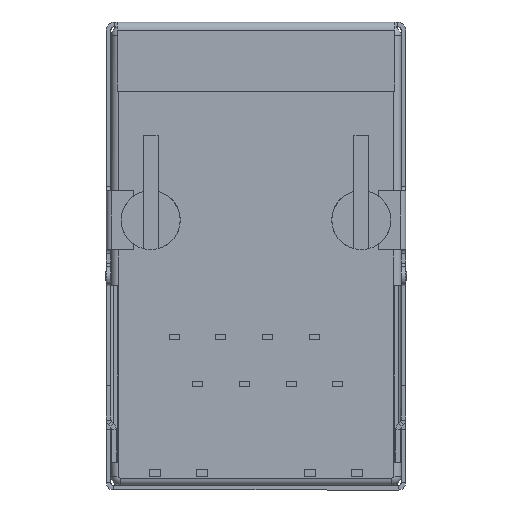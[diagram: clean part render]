
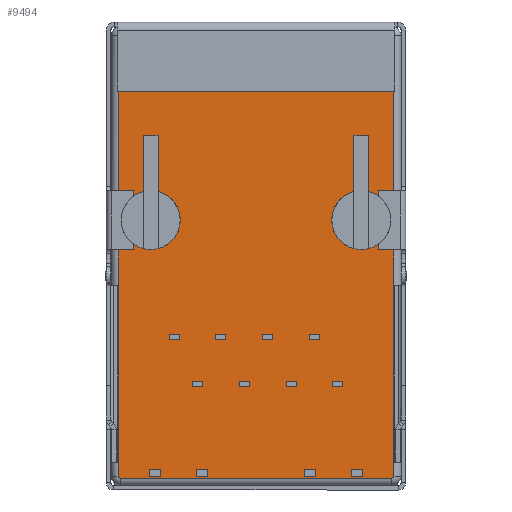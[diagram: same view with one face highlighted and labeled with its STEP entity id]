
A CAD part, front view. The second image highlights one B-rep face of the part: STEP entity #9494.
In plain terms, the highlighted planar face has unit normal (0, -1, 0).
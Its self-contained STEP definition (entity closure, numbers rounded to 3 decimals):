
#67 = VERTEX_POINT ( 'NONE', #7958 ) ;
#170 = DIRECTION ( 'NONE',  ( 0., -1., 0. ) ) ;
#299 = LINE ( 'NONE', #8360, #7513 ) ;
#469 = PLANE ( 'NONE',  #6885 ) ;
#509 = VERTEX_POINT ( 'NONE', #11655 ) ;
#553 = LINE ( 'NONE', #12672, #2033 ) ;
#573 = CARTESIAN_POINT ( 'NONE',  ( 5.315, 0.25, 4.6 ) ) ;
#715 = ORIENTED_EDGE ( 'NONE', *, *, #10951, .T. ) ;
#876 = VERTEX_POINT ( 'NONE', #14902 ) ;
#892 = DIRECTION ( 'NONE',  ( 1., 0., 0. ) ) ;
#1456 = CARTESIAN_POINT ( 'NONE',  ( -6.115, 0.25, -1.95 ) ) ;
#1557 = VECTOR ( 'NONE', #7006, 1000. ) ;
#1566 = ORIENTED_EDGE ( 'NONE', *, *, #15034, .T. ) ;
#2033 = VECTOR ( 'NONE', #892, 1000. ) ;
#2230 = CIRCLE ( 'NONE', #13843, 1.6 ) ;
#2239 = CIRCLE ( 'NONE', #2769, 0.1 ) ;
#2364 = LINE ( 'NONE', #11148, #5152 ) ;
#2625 = AXIS2_PLACEMENT_3D ( 'NONE', #9331, #15270, #11561 ) ;
#2659 = CARTESIAN_POINT ( 'NONE',  ( -5.315, 0.25, 4.6 ) ) ;
#2727 = EDGE_LOOP ( 'NONE', ( #12808, #14812, #4340, #4961 ) ) ;
#2769 = AXIS2_PLACEMENT_3D ( 'NONE', #14292, #11827, #4693 ) ;
#2800 = DIRECTION ( 'NONE',  ( 0., 0., 1. ) ) ;
#2803 = LINE ( 'NONE', #6435, #8382 ) ;
#2909 = CARTESIAN_POINT ( 'NONE',  ( 6.115, 0.25, 4.6 ) ) ;
#3039 = DIRECTION ( 'NONE',  ( 0., 0., -1. ) ) ;
#3124 = CARTESIAN_POINT ( 'NONE',  ( -6.115, 0.25, 4.6 ) ) ;
#3231 = LINE ( 'NONE', #5732, #1557 ) ;
#3303 = FACE_BOUND ( 'NONE', #13511, .T. ) ;
#3360 = CARTESIAN_POINT ( 'NONE',  ( 7.375, 0.25, 10.1 ) ) ;
#3441 = VERTEX_POINT ( 'NONE', #3124 ) ;
#3448 = LINE ( 'NONE', #3360, #7878 ) ;
#3667 = ORIENTED_EDGE ( 'NONE', *, *, #8070, .T. ) ;
#3744 = CARTESIAN_POINT ( 'NONE',  ( 7.375, 0.25, 10.1 ) ) ;
#4084 = EDGE_CURVE ( 'NONE', #9892, #6298, #11275, .T. ) ;
#4206 = CARTESIAN_POINT ( 'NONE',  ( 7.375, 0.25, -13.9 ) ) ;
#4328 = LINE ( 'NONE', #7768, #10270 ) ;
#4340 = ORIENTED_EDGE ( 'NONE', *, *, #12462, .F. ) ;
#4388 = DIRECTION ( 'NONE',  ( -1., 0., 0. ) ) ;
#4682 = CARTESIAN_POINT ( 'NONE',  ( -6.115, 0.25, 1.549 ) ) ;
#4693 = DIRECTION ( 'NONE',  ( 0., 0., 1. ) ) ;
#4961 = ORIENTED_EDGE ( 'NONE', *, *, #11511, .T. ) ;
#5152 = VECTOR ( 'NONE', #2800, 1000. ) ;
#5676 = EDGE_CURVE ( 'NONE', #13126, #9420, #14215, .T. ) ;
#5732 = CARTESIAN_POINT ( 'NONE',  ( -7.475, 0.25, 10. ) ) ;
#6187 = AXIS2_PLACEMENT_3D ( 'NONE', #8841, #12536, #6444 ) ;
#6274 = DIRECTION ( 'NONE',  ( 0., 0., -1. ) ) ;
#6298 = VERTEX_POINT ( 'NONE', #11546 ) ;
#6435 = CARTESIAN_POINT ( 'NONE',  ( 5.315, 0.25, -1.95 ) ) ;
#6444 = DIRECTION ( 'NONE',  ( 0., 0., 1. ) ) ;
#6649 = AXIS2_PLACEMENT_3D ( 'NONE', #4206, #12511, #6682 ) ;
#6679 = EDGE_CURVE ( 'NONE', #13338, #10477, #2803, .T. ) ;
#6682 = DIRECTION ( 'NONE',  ( 0., 0., 1. ) ) ;
#6860 = VECTOR ( 'NONE', #13425, 1000. ) ;
#6883 = LINE ( 'NONE', #10509, #7619 ) ;
#6885 = AXIS2_PLACEMENT_3D ( 'NONE', #10993, #12216, #12307 ) ;
#7006 = DIRECTION ( 'NONE',  ( 0., 0., -1. ) ) ;
#7020 = DIRECTION ( 'NONE',  ( -1., 0., 0. ) ) ;
#7182 = FACE_BOUND ( 'NONE', #2727, .T. ) ;
#7251 = EDGE_CURVE ( 'NONE', #3441, #13126, #9476, .T. ) ;
#7305 = ORIENTED_EDGE ( 'NONE', *, *, #4084, .T. ) ;
#7374 = EDGE_CURVE ( 'NONE', #13338, #9638, #553, .T. ) ;
#7384 = CIRCLE ( 'NONE', #6187, 0.1 ) ;
#7402 = CARTESIAN_POINT ( 'NONE',  ( 5.715, 0.25, 0. ) ) ;
#7513 = VECTOR ( 'NONE', #10794, 1000. ) ;
#7619 = VECTOR ( 'NONE', #4388, 1000. ) ;
#7626 = VERTEX_POINT ( 'NONE', #3744 ) ;
#7680 = LINE ( 'NONE', #8926, #11610 ) ;
#7768 = CARTESIAN_POINT ( 'NONE',  ( -5.315, 0.25, -1.95 ) ) ;
#7878 = VECTOR ( 'NONE', #7020, 1000. ) ;
#7931 = CARTESIAN_POINT ( 'NONE',  ( -7.375, 0.25, -14. ) ) ;
#7958 = CARTESIAN_POINT ( 'NONE',  ( 7.475, 0.25, 10. ) ) ;
#7980 = DIRECTION ( 'NONE',  ( 0., 0., 1. ) ) ;
#8070 = EDGE_CURVE ( 'NONE', #67, #7626, #2239, .T. ) ;
#8322 = CARTESIAN_POINT ( 'NONE',  ( 7.475, 0.25, -13.9 ) ) ;
#8360 = CARTESIAN_POINT ( 'NONE',  ( 6.115, 0.25, -1.95 ) ) ;
#8382 = VECTOR ( 'NONE', #12315, 1000. ) ;
#8517 = CARTESIAN_POINT ( 'NONE',  ( -7.375, 0.25, 10.1 ) ) ;
#8841 = CARTESIAN_POINT ( 'NONE',  ( -7.375, 0.25, -13.9 ) ) ;
#8926 = CARTESIAN_POINT ( 'NONE',  ( 7.375, 0.25, -14. ) ) ;
#9018 = EDGE_CURVE ( 'NONE', #509, #14457, #7384, .T. ) ;
#9281 = AXIS2_PLACEMENT_3D ( 'NONE', #14950, #11398, #7980 ) ;
#9331 = CARTESIAN_POINT ( 'NONE',  ( -5.715, 0.25, 0. ) ) ;
#9403 = ORIENTED_EDGE ( 'NONE', *, *, #11139, .T. ) ;
#9420 = VERTEX_POINT ( 'NONE', #10763 ) ;
#9476 = LINE ( 'NONE', #1456, #6860 ) ;
#9494 = ADVANCED_FACE ( 'NONE', ( #7182, #3303, #9985 ), #469, .F. ) ;
#9638 = VERTEX_POINT ( 'NONE', #2909 ) ;
#9774 = VERTEX_POINT ( 'NONE', #10481 ) ;
#9791 = CIRCLE ( 'NONE', #6649, 0.1 ) ;
#9892 = VERTEX_POINT ( 'NONE', #8517 ) ;
#9951 = EDGE_CURVE ( 'NONE', #9638, #876, #299, .T. ) ;
#9985 = FACE_OUTER_BOUND ( 'NONE', #10409, .T. ) ;
#10031 = DIRECTION ( 'NONE',  ( 1., 0., 0. ) ) ;
#10270 = VECTOR ( 'NONE', #3039, 1000. ) ;
#10409 = EDGE_LOOP ( 'NONE', ( #14540, #11304, #3667, #1566, #7305, #9403, #13727, #715 ) ) ;
#10477 = VERTEX_POINT ( 'NONE', #12177 ) ;
#10481 = CARTESIAN_POINT ( 'NONE',  ( 7.375, 0.25, -14. ) ) ;
#10509 = CARTESIAN_POINT ( 'NONE',  ( 0., 0.25, 4.6 ) ) ;
#10518 = VERTEX_POINT ( 'NONE', #2659 ) ;
#10763 = CARTESIAN_POINT ( 'NONE',  ( -5.315, 0.25, 1.549 ) ) ;
#10794 = DIRECTION ( 'NONE',  ( 0., 0., -1. ) ) ;
#10951 = EDGE_CURVE ( 'NONE', #14457, #9774, #7680, .T. ) ;
#10993 = CARTESIAN_POINT ( 'NONE',  ( 7.375, 0.25, 10. ) ) ;
#11139 = EDGE_CURVE ( 'NONE', #6298, #509, #3231, .T. ) ;
#11148 = CARTESIAN_POINT ( 'NONE',  ( 7.475, 0.25, 10. ) ) ;
#11183 = ORIENTED_EDGE ( 'NONE', *, *, #7374, .T. ) ;
#11275 = CIRCLE ( 'NONE', #9281, 0.1 ) ;
#11304 = ORIENTED_EDGE ( 'NONE', *, *, #14180, .T. ) ;
#11398 = DIRECTION ( 'NONE',  ( 0., -1., 0. ) ) ;
#11413 = ORIENTED_EDGE ( 'NONE', *, *, #13102, .F. ) ;
#11511 = EDGE_CURVE ( 'NONE', #10518, #9420, #4328, .T. ) ;
#11546 = CARTESIAN_POINT ( 'NONE',  ( -7.475, 0.25, 10. ) ) ;
#11561 = DIRECTION ( 'NONE',  ( 0., 0., -1. ) ) ;
#11610 = VECTOR ( 'NONE', #10031, 1000. ) ;
#11655 = CARTESIAN_POINT ( 'NONE',  ( -7.475, 0.25, -13.9 ) ) ;
#11827 = DIRECTION ( 'NONE',  ( 0., -1., 0. ) ) ;
#12177 = CARTESIAN_POINT ( 'NONE',  ( 5.315, 0.25, 1.549 ) ) ;
#12216 = DIRECTION ( 'NONE',  ( 0., 1., 0. ) ) ;
#12307 = DIRECTION ( 'NONE',  ( 0., 0., 1. ) ) ;
#12315 = DIRECTION ( 'NONE',  ( 0., 0., -1. ) ) ;
#12462 = EDGE_CURVE ( 'NONE', #10518, #3441, #6883, .T. ) ;
#12511 = DIRECTION ( 'NONE',  ( 0., -1., 0. ) ) ;
#12536 = DIRECTION ( 'NONE',  ( 0., -1., 0. ) ) ;
#12672 = CARTESIAN_POINT ( 'NONE',  ( 0., 0.25, 4.6 ) ) ;
#12808 = ORIENTED_EDGE ( 'NONE', *, *, #5676, .F. ) ;
#13102 = EDGE_CURVE ( 'NONE', #10477, #876, #2230, .T. ) ;
#13126 = VERTEX_POINT ( 'NONE', #4682 ) ;
#13338 = VERTEX_POINT ( 'NONE', #573 ) ;
#13425 = DIRECTION ( 'NONE',  ( 0., 0., -1. ) ) ;
#13511 = EDGE_LOOP ( 'NONE', ( #11413, #14296, #11183, #14183 ) ) ;
#13727 = ORIENTED_EDGE ( 'NONE', *, *, #9018, .T. ) ;
#13843 = AXIS2_PLACEMENT_3D ( 'NONE', #7402, #170, #6274 ) ;
#13981 = VERTEX_POINT ( 'NONE', #8322 ) ;
#14180 = EDGE_CURVE ( 'NONE', #13981, #67, #2364, .T. ) ;
#14183 = ORIENTED_EDGE ( 'NONE', *, *, #9951, .T. ) ;
#14215 = CIRCLE ( 'NONE', #2625, 1.6 ) ;
#14292 = CARTESIAN_POINT ( 'NONE',  ( 7.375, 0.25, 10. ) ) ;
#14296 = ORIENTED_EDGE ( 'NONE', *, *, #6679, .F. ) ;
#14326 = EDGE_CURVE ( 'NONE', #9774, #13981, #9791, .T. ) ;
#14457 = VERTEX_POINT ( 'NONE', #7931 ) ;
#14540 = ORIENTED_EDGE ( 'NONE', *, *, #14326, .T. ) ;
#14812 = ORIENTED_EDGE ( 'NONE', *, *, #7251, .F. ) ;
#14902 = CARTESIAN_POINT ( 'NONE',  ( 6.115, 0.25, 1.549 ) ) ;
#14950 = CARTESIAN_POINT ( 'NONE',  ( -7.375, 0.25, 10. ) ) ;
#15034 = EDGE_CURVE ( 'NONE', #7626, #9892, #3448, .T. ) ;
#15270 = DIRECTION ( 'NONE',  ( 0., -1., 0. ) ) ;
